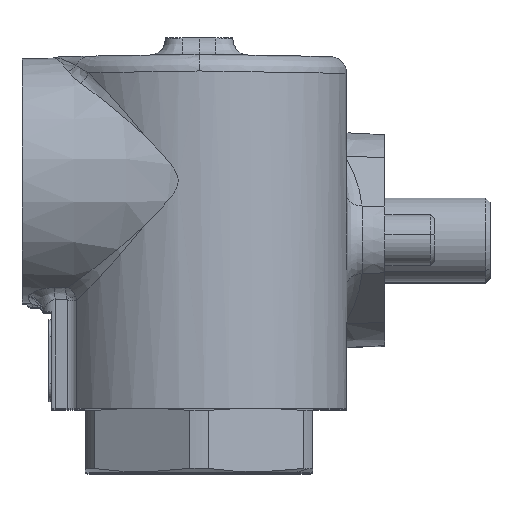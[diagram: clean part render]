
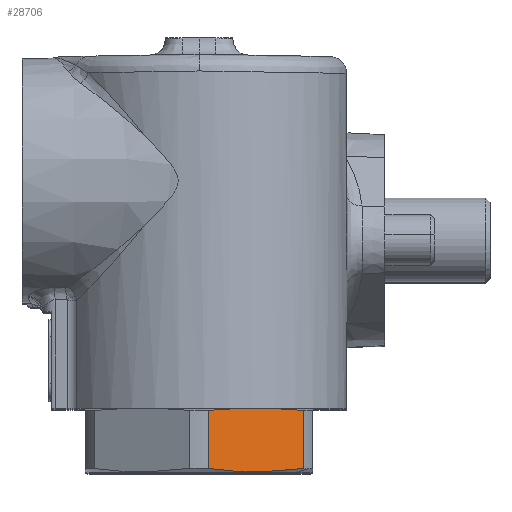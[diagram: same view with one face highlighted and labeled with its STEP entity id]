
A CAD part, top view. The second image highlights one B-rep face of the part: STEP entity #28706.
In plain terms, the highlighted planar face has unit normal (0.5, 0, 0.866).
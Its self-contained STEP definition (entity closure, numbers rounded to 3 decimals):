
#27 = CARTESIAN_POINT ( 'NONE',  ( 11.002, -20., 66.7 ) ) ;
#561 = B_SPLINE_CURVE_WITH_KNOTS ( 'NONE', 3,
 ( #17299, #26288, #12464, #5331 ),
 .UNSPECIFIED., .F., .F.,
 ( 4, 4 ),
 ( 0., 0.005 ),
 .UNSPECIFIED. ) ;
#1043 = AXIS2_PLACEMENT_3D ( 'NONE', #9539, #11762, #27215 ) ;
#1120 = EDGE_CURVE ( 'NONE', #28666, #2130, #4302, .T. ) ;
#2130 = VERTEX_POINT ( 'NONE', #8925 ) ;
#2336 = EDGE_CURVE ( 'NONE', #18506, #11219, #561, .T. ) ;
#3099 = EDGE_LOOP ( 'NONE', ( #18524, #24184, #20213, #24236, #23669, #7866 ) ) ;
#3881 = LINE ( 'NONE', #21409, #26715 ) ;
#4302 = B_SPLINE_CURVE_WITH_KNOTS ( 'NONE', 3,
 ( #13440, #5319, #11302, #22298 ),
 .UNSPECIFIED., .F., .F.,
 ( 4, 4 ),
 ( 0., 0.005 ),
 .UNSPECIFIED. ) ;
#4547 = CARTESIAN_POINT ( 'NONE',  ( 16.525, -27.386, 63.512 ) ) ;
#4821 = B_SPLINE_CURVE_WITH_KNOTS ( 'NONE', 3,
 ( #22019, #15467, #22212, #8900, #24424, #11122, #26576, #13355, #27 ),
 .UNSPECIFIED., .F., .F.,
 ( 4, 2, 1, 2, 4 ),
 ( 0., 0.001, 0.002, 0.003, 0.004 ),
 .UNSPECIFIED. ) ;
#5319 = CARTESIAN_POINT ( 'NONE',  ( 9.696, -20.039, 67.455 ) ) ;
#5331 = CARTESIAN_POINT ( 'NONE',  ( 14.498, -20., 64.682 ) ) ;
#6347 = B_SPLINE_CURVE_WITH_KNOTS ( 'NONE', 3,
 ( #15565, #4547, #24508, #11221, #26682 ),
 .UNSPECIFIED., .F., .F.,
 ( 4, 1, 4 ),
 ( 0., 0.007, 0.013 ),
 .UNSPECIFIED. ) ;
#6826 = VECTOR ( 'NONE', #14473, 1000. ) ;
#7866 = ORIENTED_EDGE ( 'NONE', *, *, #23434, .T. ) ;
#8900 = CARTESIAN_POINT ( 'NONE',  ( 13.332, -19.977, 65.355 ) ) ;
#8925 = CARTESIAN_POINT ( 'NONE',  ( 7.088, -20.238, 68.961 ) ) ;
#9539 = CARTESIAN_POINT ( 'NONE',  ( 6.861, -27.687, 69.091 ) ) ;
#11122 = CARTESIAN_POINT ( 'NONE',  ( 12.167, -19.977, 66.028 ) ) ;
#11219 = VERTEX_POINT ( 'NONE', #26733 ) ;
#11221 = CARTESIAN_POINT ( 'NONE',  ( 8.975, -27.386, 67.871 ) ) ;
#11302 = CARTESIAN_POINT ( 'NONE',  ( 8.391, -20.122, 68.208 ) ) ;
#11670 = PLANE ( 'NONE',  #1043 ) ;
#11762 = DIRECTION ( 'NONE',  ( 0.5, 0., 0.866 ) ) ;
#12464 = CARTESIAN_POINT ( 'NONE',  ( 15.804, -20.039, 63.928 ) ) ;
#12561 = VERTEX_POINT ( 'NONE', #14668 ) ;
#12718 = LINE ( 'NONE', #27713, #6826 ) ;
#13355 = CARTESIAN_POINT ( 'NONE',  ( 11.294, -20., 66.532 ) ) ;
#13440 = CARTESIAN_POINT ( 'NONE',  ( 11.002, -20., 66.7 ) ) ;
#14473 = DIRECTION ( 'NONE',  ( 0., 1., 0. ) ) ;
#14668 = CARTESIAN_POINT ( 'NONE',  ( 18.412, -27.131, 62.422 ) ) ;
#15467 = CARTESIAN_POINT ( 'NONE',  ( 14.206, -20., 64.851 ) ) ;
#15565 = CARTESIAN_POINT ( 'NONE',  ( 18.412, -27.131, 62.422 ) ) ;
#15907 = CARTESIAN_POINT ( 'NONE',  ( 11.002, -20., 66.7 ) ) ;
#15994 = FACE_OUTER_BOUND ( 'NONE', #3099, .T. ) ;
#17147 = CARTESIAN_POINT ( 'NONE',  ( 18.412, -20.238, 62.422 ) ) ;
#17299 = CARTESIAN_POINT ( 'NONE',  ( 18.412, -20.238, 62.422 ) ) ;
#17372 = EDGE_CURVE ( 'NONE', #12561, #26522, #6347, .T. ) ;
#18506 = VERTEX_POINT ( 'NONE', #17147 ) ;
#18524 = ORIENTED_EDGE ( 'NONE', *, *, #2336, .T. ) ;
#20213 = ORIENTED_EDGE ( 'NONE', *, *, #1120, .T. ) ;
#21409 = CARTESIAN_POINT ( 'NONE',  ( 7.088, -23.685, 68.961 ) ) ;
#21650 = EDGE_CURVE ( 'NONE', #11219, #28666, #4821, .T. ) ;
#22019 = CARTESIAN_POINT ( 'NONE',  ( 14.498, -20., 64.682 ) ) ;
#22212 = CARTESIAN_POINT ( 'NONE',  ( 13.915, -19.991, 65.019 ) ) ;
#22298 = CARTESIAN_POINT ( 'NONE',  ( 7.088, -20.238, 68.961 ) ) ;
#23434 = EDGE_CURVE ( 'NONE', #12561, #18506, #12718, .T. ) ;
#23669 = ORIENTED_EDGE ( 'NONE', *, *, #17372, .F. ) ;
#24184 = ORIENTED_EDGE ( 'NONE', *, *, #21650, .T. ) ;
#24236 = ORIENTED_EDGE ( 'NONE', *, *, #28440, .F. ) ;
#24424 = CARTESIAN_POINT ( 'NONE',  ( 12.75, -19.965, 65.691 ) ) ;
#24508 = CARTESIAN_POINT ( 'NONE',  ( 12.75, -27.68, 65.691 ) ) ;
#26288 = CARTESIAN_POINT ( 'NONE',  ( 17.109, -20.122, 63.175 ) ) ;
#26522 = VERTEX_POINT ( 'NONE', #27869 ) ;
#26576 = CARTESIAN_POINT ( 'NONE',  ( 11.585, -19.991, 66.364 ) ) ;
#26682 = CARTESIAN_POINT ( 'NONE',  ( 7.088, -27.131, 68.961 ) ) ;
#26715 = VECTOR ( 'NONE', #27917, 1000. ) ;
#26733 = CARTESIAN_POINT ( 'NONE',  ( 14.498, -20., 64.682 ) ) ;
#27215 = DIRECTION ( 'NONE',  ( 0.866, 0., -0.5 ) ) ;
#27713 = CARTESIAN_POINT ( 'NONE',  ( 18.412, -23.753, 62.422 ) ) ;
#27869 = CARTESIAN_POINT ( 'NONE',  ( 7.088, -27.131, 68.961 ) ) ;
#27917 = DIRECTION ( 'NONE',  ( 0., 1., 0. ) ) ;
#28440 = EDGE_CURVE ( 'NONE', #26522, #2130, #3881, .T. ) ;
#28666 = VERTEX_POINT ( 'NONE', #15907 ) ;
#28706 = ADVANCED_FACE ( 'NONE', ( #15994 ), #11670, .T. ) ;
